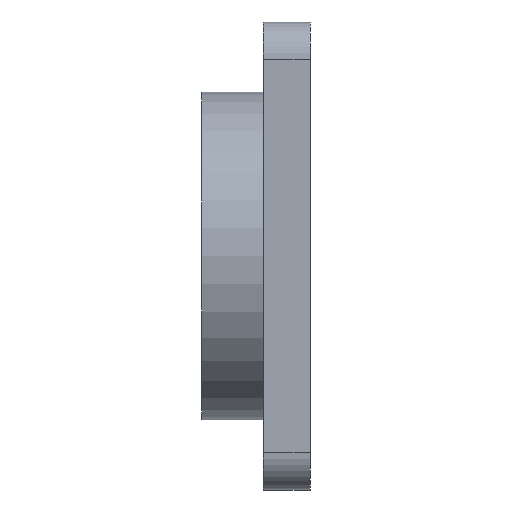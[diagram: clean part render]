
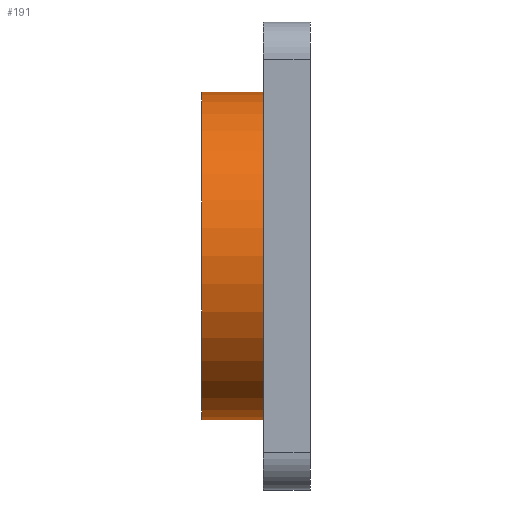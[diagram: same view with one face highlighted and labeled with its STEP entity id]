
A CAD part, left-side view. The second image highlights one B-rep face of the part: STEP entity #191.
In plain terms, the highlighted cylindrical face has radius 8.75 mm (diameter 17.5 mm), a partial arc.
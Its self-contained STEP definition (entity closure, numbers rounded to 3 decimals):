
#21 = EDGE_CURVE ( 'NONE', #247, #1190, #843, .T. ) ;
#54 = AXIS2_PLACEMENT_3D ( 'NONE', #815, #634, #995 ) ;
#104 = VERTEX_POINT ( 'NONE', #1004 ) ;
#135 = DIRECTION ( 'NONE',  ( 0., -1., 0. ) ) ;
#148 = VERTEX_POINT ( 'NONE', #360 ) ;
#163 = CARTESIAN_POINT ( 'NONE',  ( 0., 4., 8.75 ) ) ;
#164 = CARTESIAN_POINT ( 'NONE',  ( 0., 4., -8.75 ) ) ;
#191 = ADVANCED_FACE ( 'NONE', ( #549 ), #856, .T. ) ;
#198 = CIRCLE ( 'NONE', #922, 8.75 ) ;
#228 = VECTOR ( 'NONE', #135, 1000. ) ;
#230 = CARTESIAN_POINT ( 'NONE',  ( 0., 5.8, 0. ) ) ;
#247 = VERTEX_POINT ( 'NONE', #851 ) ;
#302 = CARTESIAN_POINT ( 'NONE',  ( 0., 2.5, 8.75 ) ) ;
#360 = CARTESIAN_POINT ( 'NONE',  ( 0., 5.8, 8.75 ) ) ;
#393 = CARTESIAN_POINT ( 'NONE',  ( 0., 4., 0. ) ) ;
#432 = VECTOR ( 'NONE', #1088, 1000. ) ;
#448 = ORIENTED_EDGE ( 'NONE', *, *, #597, .F. ) ;
#461 = EDGE_LOOP ( 'NONE', ( #448, #1084, #606, #633 ) ) ;
#549 = FACE_OUTER_BOUND ( 'NONE', #461, .T. ) ;
#572 = EDGE_CURVE ( 'NONE', #104, #247, #907, .T. ) ;
#576 = DIRECTION ( 'NONE',  ( 0., 0., -1. ) ) ;
#597 = EDGE_CURVE ( 'NONE', #148, #1190, #631, .T. ) ;
#606 = ORIENTED_EDGE ( 'NONE', *, *, #572, .T. ) ;
#631 = LINE ( 'NONE', #163, #432 ) ;
#633 = ORIENTED_EDGE ( 'NONE', *, *, #21, .T. ) ;
#634 = DIRECTION ( 'NONE',  ( 0., 1., 0. ) ) ;
#699 = DIRECTION ( 'NONE',  ( 0., 1., 0. ) ) ;
#701 = AXIS2_PLACEMENT_3D ( 'NONE', #393, #763, #576 ) ;
#763 = DIRECTION ( 'NONE',  ( 0., -1., 0. ) ) ;
#815 = CARTESIAN_POINT ( 'NONE',  ( 0., 2.5, 0. ) ) ;
#843 = CIRCLE ( 'NONE', #54, 8.75 ) ;
#851 = CARTESIAN_POINT ( 'NONE',  ( 0., 2.5, -8.75 ) ) ;
#856 = CYLINDRICAL_SURFACE ( 'NONE', #701, 8.75 ) ;
#907 = LINE ( 'NONE', #164, #228 ) ;
#922 = AXIS2_PLACEMENT_3D ( 'NONE', #230, #699, #985 ) ;
#937 = EDGE_CURVE ( 'NONE', #104, #148, #198, .T. ) ;
#985 = DIRECTION ( 'NONE',  ( 0., 0., 1. ) ) ;
#995 = DIRECTION ( 'NONE',  ( 0., 0., 1. ) ) ;
#1004 = CARTESIAN_POINT ( 'NONE',  ( 0., 5.8, -8.75 ) ) ;
#1084 = ORIENTED_EDGE ( 'NONE', *, *, #937, .F. ) ;
#1088 = DIRECTION ( 'NONE',  ( 0., -1., 0. ) ) ;
#1190 = VERTEX_POINT ( 'NONE', #302 ) ;
